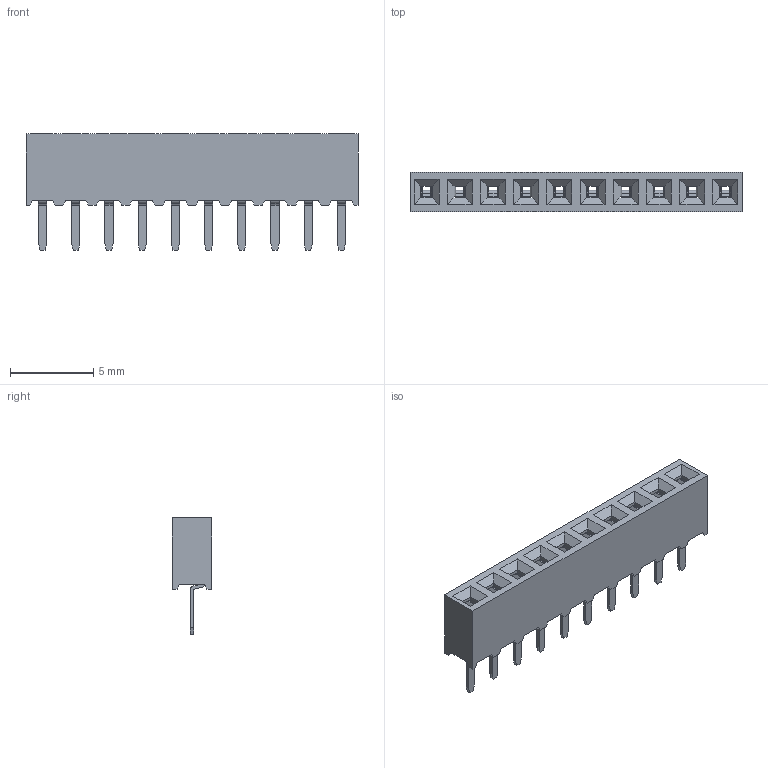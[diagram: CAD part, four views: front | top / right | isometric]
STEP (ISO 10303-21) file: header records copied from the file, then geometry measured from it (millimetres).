
FILE_DESCRIPTION(('STEP AP214'), '1');
FILE_NAME('PBS2', '', ('UNSPECIFIED'), ('UNSPECIFIED'), 'ASCON STEP Converter 1.6', 'ASCON Math Kernel', '');
FILE_SCHEMA(('AUTOMOTIVE_DESIGN { 1 0 10303 214 3 1 1}'));
Length unit declared in the file: millimetre
Bounding box: 20 x 2.4 x 7 mm (x, y, z)
Volume: 133.7 mm3; surface area: 775.4 mm2
Topology: 11 solids, 11 shells, 840 faces, 2134 edges, 1316 vertices
Faces by surface type: plane 690, cylinder 150
Entity records: 31658 total; most frequent: CARTESIAN_POINT 4371, ORIENTED_EDGE 4268, DIRECTION 4116, EDGE_CURVE 2134, LINE 1834, VECTOR 1834, VERTEX_POINT 1396, AXIS2_PLACEMENT_3D 1141
